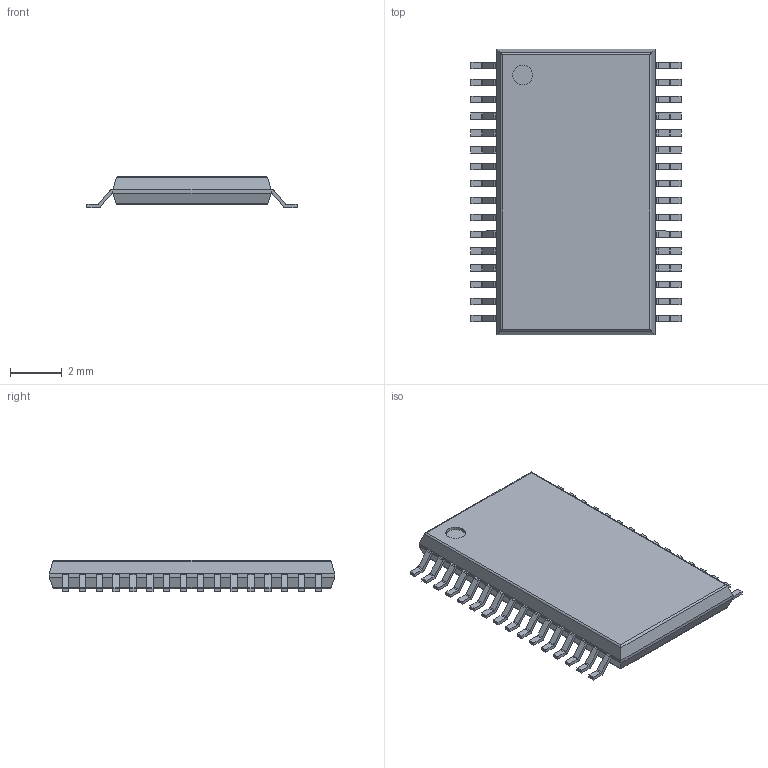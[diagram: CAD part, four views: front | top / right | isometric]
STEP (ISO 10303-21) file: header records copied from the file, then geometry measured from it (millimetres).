
FILE_DESCRIPTION(('FreeCAD Model'),'2;1');
FILE_NAME('350169.1.1.stp','2020-12-03T12:18:16',( 'Author'),(''),'Open CASCADE STEP processor 6.9','FreeCAD','Unknown' );
FILE_SCHEMA(('AUTOMOTIVE_DESIGN { 1 0 10303 214 1 1 1 1 }'));
Length unit declared in the file: millimetre
Products named in the file (3): ASSEMBLY; Body; PinsArrayLR
Assembly tree (2 placements, depth 2):
  ASSEMBLY
    Body
    PinsArrayLR
Bounding box: 8.1 x 11 x 1.2 mm (x, y, z)
Volume: 72.4 mm3; surface area: 193.2 mm2
Topology: 33 solids, 33 shells, 440 faces, 1103 edges, 730 vertices
Faces by surface type: plane 335, cylinder 105
Full cylindrical faces by diameter (mm): 0.762 x1
Entity records: 27979 total; most frequent: CARTESIAN_POINT 5254, DIRECTION 4217, LINE 2829, VECTOR 2829, ORIENTED_EDGE 2206, PCURVE 2206, DEFINITIONAL_REPRESENTATION 2206, EDGE_CURVE 1103
